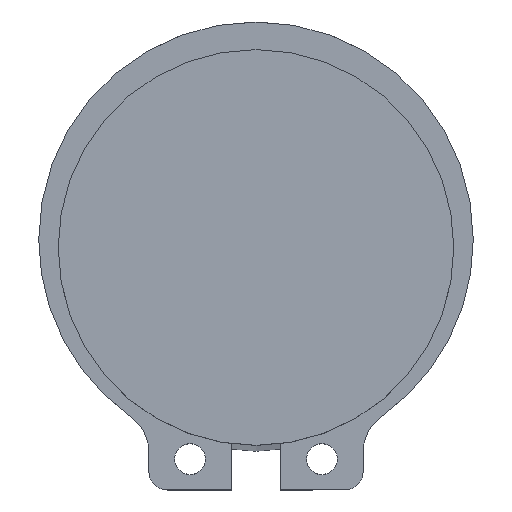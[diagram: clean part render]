
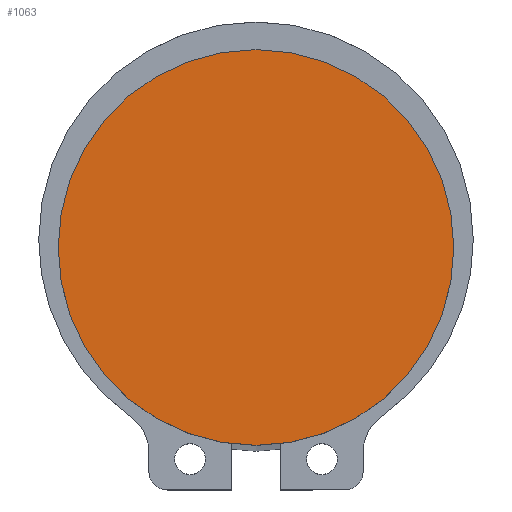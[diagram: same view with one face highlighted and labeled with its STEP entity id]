
A CAD part, top view. The second image highlights one B-rep face of the part: STEP entity #1063.
In plain terms, the highlighted planar face has unit normal (0, 0, 1).
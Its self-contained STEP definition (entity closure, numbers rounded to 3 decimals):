
#5 = DIRECTION ( 'NONE',  ( 1., 0., 0. ) ) ;
#42 = ORIENTED_EDGE ( 'NONE', *, *, #91, .T. ) ;
#72 = DIRECTION ( 'NONE',  ( -1., 0., 0. ) ) ;
#91 = EDGE_CURVE ( 'NONE', #726, #399, #754, .T. ) ;
#215 = EDGE_LOOP ( 'NONE', ( #1209, #42 ) ) ;
#267 = PLANE ( 'NONE',  #1253 ) ;
#289 = FACE_OUTER_BOUND ( 'NONE', #215, .T. ) ;
#330 = AXIS2_PLACEMENT_3D ( 'NONE', #527, #625, #5 ) ;
#399 = VERTEX_POINT ( 'NONE', #873 ) ;
#446 = EDGE_CURVE ( 'NONE', #399, #726, #478, .T. ) ;
#478 = CIRCLE ( 'NONE', #1067, 16.05 ) ;
#527 = CARTESIAN_POINT ( 'NONE',  ( 0., 0., 0. ) ) ;
#535 = CARTESIAN_POINT ( 'NONE',  ( -16.05, 0., 0. ) ) ;
#625 = DIRECTION ( 'NONE',  ( 0., 0., 1. ) ) ;
#677 = CARTESIAN_POINT ( 'NONE',  ( 0., 0., 0. ) ) ;
#705 = CARTESIAN_POINT ( 'NONE',  ( 0., 0., 0. ) ) ;
#726 = VERTEX_POINT ( 'NONE', #535 ) ;
#754 = CIRCLE ( 'NONE', #330, 16.05 ) ;
#779 = DIRECTION ( 'NONE',  ( 0., 0., 1. ) ) ;
#783 = DIRECTION ( 'NONE',  ( 1., 0., 0. ) ) ;
#789 = DIRECTION ( 'NONE',  ( 0., 0., -1. ) ) ;
#873 = CARTESIAN_POINT ( 'NONE',  ( 16.05, 0., 0. ) ) ;
#1063 = ADVANCED_FACE ( 'NONE', ( #289 ), #267, .F. ) ;
#1067 = AXIS2_PLACEMENT_3D ( 'NONE', #677, #779, #783 ) ;
#1209 = ORIENTED_EDGE ( 'NONE', *, *, #446, .T. ) ;
#1253 = AXIS2_PLACEMENT_3D ( 'NONE', #705, #789, #72 ) ;
